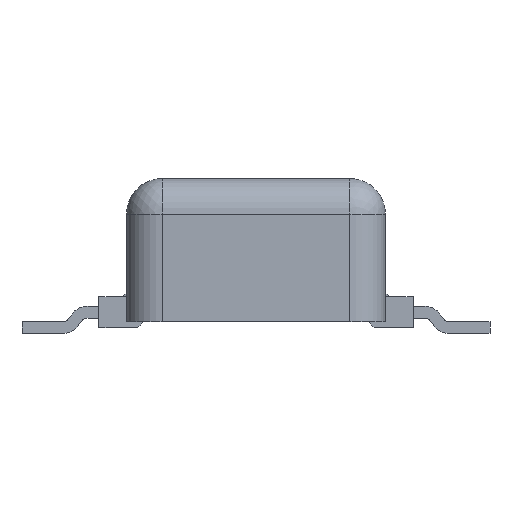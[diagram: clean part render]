
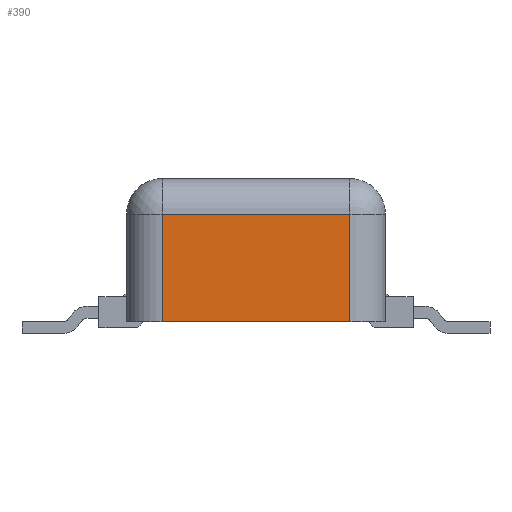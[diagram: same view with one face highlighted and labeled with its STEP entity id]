
A CAD part, left-side view. The second image highlights one B-rep face of the part: STEP entity #390.
In plain terms, the highlighted planar face has unit normal (-1, 0, 0).
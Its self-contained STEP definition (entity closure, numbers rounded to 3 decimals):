
#325=CARTESIAN_POINT('',(-2.55,0.795,0.05));
#326=VERTEX_POINT('',#325);
#334=CARTESIAN_POINT('',(-2.55,0.795,0.96));
#335=VERTEX_POINT('',#334);
#336=CARTESIAN_POINT('',(-2.55,0.795,0.05));
#337=DIRECTION('',(0.,0.,1.));
#338=VECTOR('',#337,0.91);
#339=LINE('',#336,#338);
#340=EDGE_CURVE('',#326,#335,#339,.T.);
#360=CARTESIAN_POINT('',(-2.55,0.,0.655));
#361=DIRECTION('',(0.,-1.,0.));
#362=DIRECTION('',(-1.,0.,0.));
#363=AXIS2_PLACEMENT_3D('',#360,#362,#361);
#364=PLANE('',#363);
#365=CARTESIAN_POINT('',(-2.55,-0.795,0.05));
#366=VERTEX_POINT('',#365);
#367=CARTESIAN_POINT('',(-2.55,0.795,0.05));
#368=DIRECTION('',(0.,-1.,0.));
#369=VECTOR('',#368,1.59);
#370=LINE('',#367,#369);
#371=EDGE_CURVE('',#326,#366,#370,.T.);
#372=ORIENTED_EDGE('',*,*,#371,.T.);
#373=CARTESIAN_POINT('',(-2.55,-0.795,0.96));
#374=VERTEX_POINT('',#373);
#375=CARTESIAN_POINT('',(-2.55,-0.795,0.05));
#376=DIRECTION('',(0.,0.,1.));
#377=VECTOR('',#376,0.91);
#378=LINE('',#375,#377);
#379=EDGE_CURVE('',#366,#374,#378,.T.);
#380=ORIENTED_EDGE('',*,*,#379,.T.);
#381=CARTESIAN_POINT('',(-2.55,-0.795,0.96));
#382=DIRECTION('',(0.,1.,0.));
#383=VECTOR('',#382,1.59);
#384=LINE('',#381,#383);
#385=EDGE_CURVE('',#374,#335,#384,.T.);
#386=ORIENTED_EDGE('',*,*,#385,.T.);
#387=ORIENTED_EDGE('',*,*,#340,.F.);
#388=EDGE_LOOP('',(#372,#380,#386,#387));
#389=FACE_OUTER_BOUND('',#388,.T.);
#390=ADVANCED_FACE('',(#389),#364,.T.);
